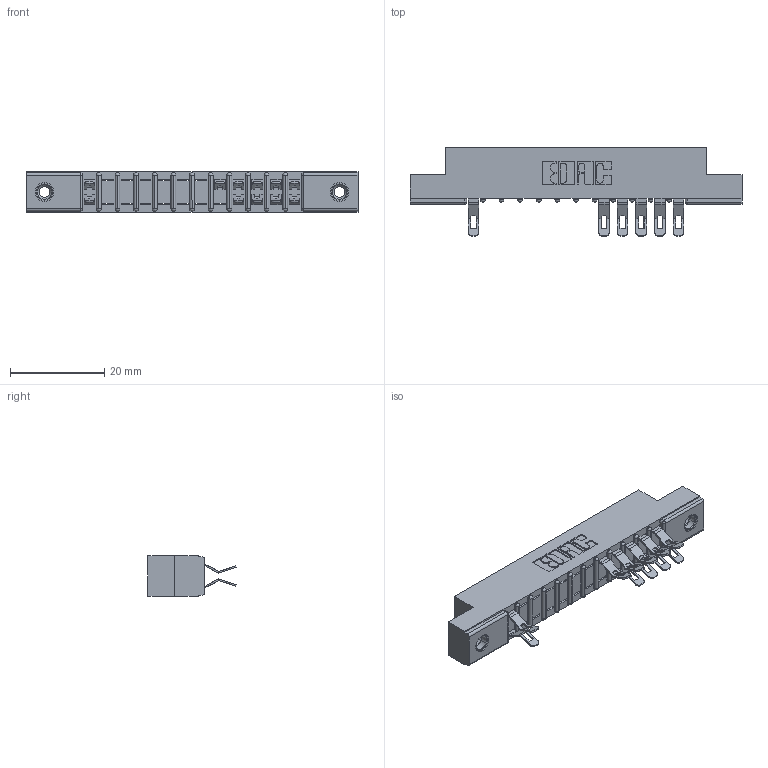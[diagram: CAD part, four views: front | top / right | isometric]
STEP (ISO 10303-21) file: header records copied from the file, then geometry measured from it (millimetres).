
FILE_DESCRIPTION (( 'STEP AP203' ), '1' );
FILE_NAME ('307-024-555-208.STEP', '2018-08-04T07:13:48', ( '' ), ( '' ), 'SwSTEP 2.0', 'SolidWorks 2016', '' );
FILE_SCHEMA (( 'CONFIG_CONTROL_DESIGN' ));
Length unit declared in the file: inch
Products named in the file (4): 307 Part_.156 Dia Mounting Holes; 307-290-001_555; 345-250-001_345-250-003-102; 307-024-555-208
Assembly tree (14 placements, depth 2):
  307-024-555-208
    307 Part_.156 Dia Mounting Holes
    307-290-001_555  x11
    345-250-001_345-250-003-102  x2
Bounding box: 70.56 x 18.75 x 8.71 mm (x, y, z)
Volume: 4474.5 mm3; surface area: 6590.3 mm2
Topology: 14 solids, 14 shells, 992 faces, 2866 edges, 1852 vertices
Faces by surface type: plane 554, cylinder 396, sphere 26, cone 12, torus 4
Entity records: 15676 total; most frequent: CARTESIAN_POINT 2618, ORIENTED_EDGE 2600, DIRECTION 2580, EDGE_CURVE 1300, VECTOR 972, LINE 972, VERTEX_POINT 842, AXIS2_PLACEMENT_3D 804
